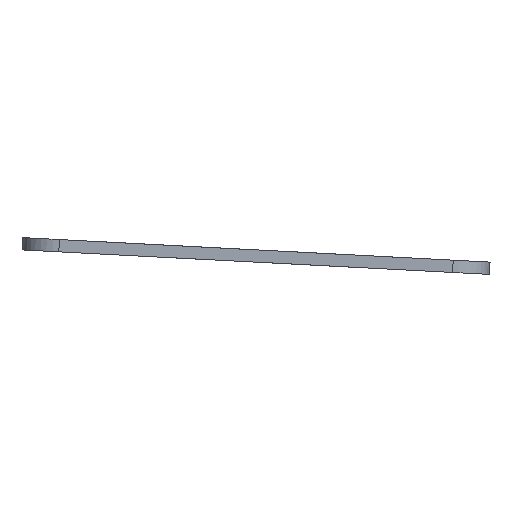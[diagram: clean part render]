
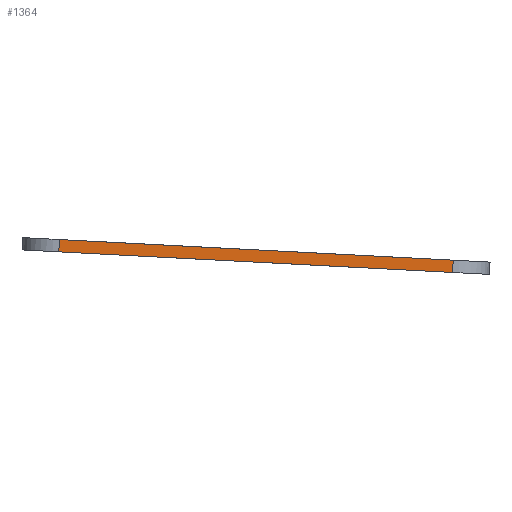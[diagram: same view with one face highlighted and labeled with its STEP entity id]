
A CAD part, left-side view. The second image highlights one B-rep face of the part: STEP entity #1364.
In plain terms, the highlighted planar face has unit normal (-1, 0, 0).
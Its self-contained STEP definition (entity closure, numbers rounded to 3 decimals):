
#79=PLANE('',#1528);
#144=FACE_OUTER_BOUND('',#252,.T.);
#252=EDGE_LOOP('',(#1247,#1248,#1249,#1250));
#330=LINE('',#2230,#438);
#351=LINE('',#2302,#459);
#360=LINE('',#2322,#468);
#361=LINE('',#2324,#469);
#438=VECTOR('',#1832,10.);
#459=VECTOR('',#1905,10.);
#468=VECTOR('',#1932,10.);
#469=VECTOR('',#1935,10.);
#654=VERTEX_POINT('',#2227);
#655=VERTEX_POINT('',#2229);
#679=VERTEX_POINT('',#2299);
#680=VERTEX_POINT('',#2301);
#824=EDGE_CURVE('',#654,#655,#330,.T.);
#861=EDGE_CURVE('',#680,#679,#351,.T.);
#872=EDGE_CURVE('',#655,#679,#360,.T.);
#873=EDGE_CURVE('',#680,#654,#361,.T.);
#1247=ORIENTED_EDGE('',*,*,#872,.F.);
#1248=ORIENTED_EDGE('',*,*,#824,.F.);
#1249=ORIENTED_EDGE('',*,*,#873,.F.);
#1250=ORIENTED_EDGE('',*,*,#861,.T.);
#1364=ADVANCED_FACE('',(#144),#79,.T.);
#1528=AXIS2_PLACEMENT_3D('',#2323,#1933,#1934);
#1832=DIRECTION('',(0.,-0.999,-0.052));
#1905=DIRECTION('',(0.,-0.999,-0.052));
#1932=DIRECTION('',(0.,0.052,-0.999));
#1933=DIRECTION('center_axis',(-1.,0.,0.));
#1934=DIRECTION('ref_axis',(0.,-0.999,-0.052));
#1935=DIRECTION('',(0.,-0.052,0.999));
#2227=CARTESIAN_POINT('',(-161.909,46.462,23.651));
#2229=CARTESIAN_POINT('',(-161.909,-49.706,18.611));
#2230=CARTESIAN_POINT('',(-161.909,-58.694,18.14));
#2299=CARTESIAN_POINT('',(-161.909,-49.549,15.615));
#2301=CARTESIAN_POINT('',(-161.909,46.619,20.655));
#2302=CARTESIAN_POINT('',(-161.909,27.071,19.631));
#2322=CARTESIAN_POINT('',(-161.909,-49.544,15.516));
#2323=CARTESIAN_POINT('Origin',(-161.909,55.612,21.026));
#2324=CARTESIAN_POINT('',(-161.909,46.624,20.555));
